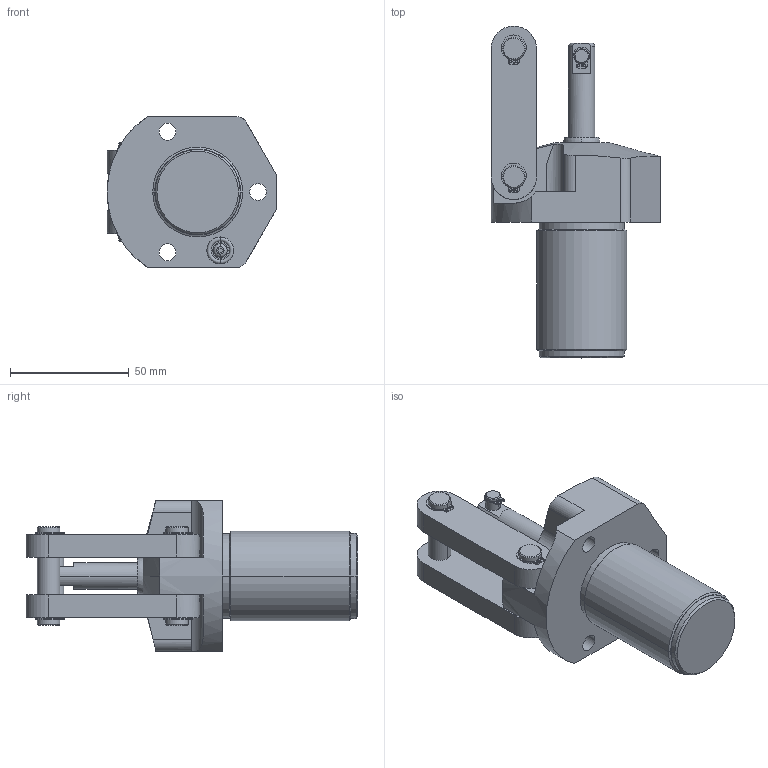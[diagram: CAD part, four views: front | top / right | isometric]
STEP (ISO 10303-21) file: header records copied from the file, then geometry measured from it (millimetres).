
FILE_DESCRIPTION((''),'2;1');
FILE_NAME('ILC16610600','2024-02-06T13:16:45',('rkuestersteffen'),(''),'CREO PARAMETRIC BY PTC INC, 2021164','CREO PARAMETRIC BY PTC INC, 2021164','');
FILE_SCHEMA(('AUTOMOTIVE_DESIGN { 1 0 10303 214 1 1 1 1 }'));
Length unit declared in the file: inch
Products named in the file (1): ILC16610600
Bounding box: 71.42 x 139.7 x 63.5 mm (x, y, z)
Volume: 186052.8 mm3; surface area: 42718.9 mm2
Topology: 3 solids, 7 shells, 262 faces, 681 edges, 443 vertices
Faces by surface type: cylinder 119, plane 107, cone 28, torus 6, sphere 2
Entity records: 8891 total; most frequent: CARTESIAN_POINT 1730, DIRECTION 1561, ORIENTED_EDGE 1346, EDGE_CURVE 679, AXIS2_PLACEMENT_3D 591, VERTEX_POINT 443, VECTOR 376, LINE 376
